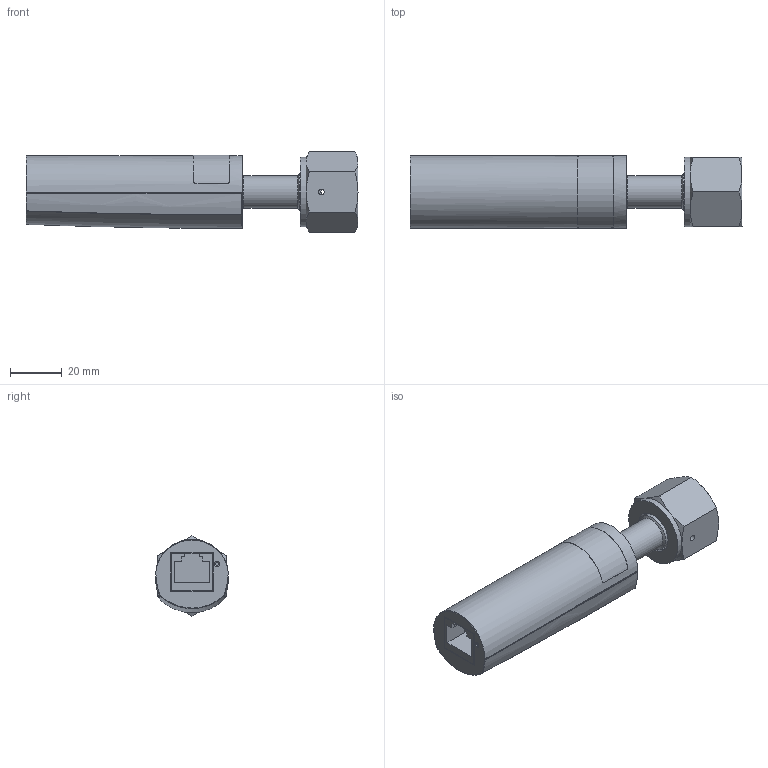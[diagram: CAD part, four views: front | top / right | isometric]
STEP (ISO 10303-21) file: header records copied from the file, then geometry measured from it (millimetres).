
FILE_DESCRIPTION((''),'2;1');
FILE_NAME('CDG020D_FCC_8-VCRf.stp','2012-06-27T17:07:57',('BEM'),(''),'Autodesk Inventor 2012','Autodesk Inventor 2012','');
FILE_SCHEMA(('AUTOMOTIVE_DESIGN { 1 0 10303 214 1 1 1 1 }'));
Length unit declared in the file: millimetre
Products named in the file (1): CDG020D_FCC_8-VCRf
Bounding box: 128.92 x 28.3 x 31.16 mm (x, y, z)
Volume: 35330.4 mm3; surface area: 31676.3 mm2
Topology: 1 solids, 1 shells, 401 faces, 1119 edges, 707 vertices
Faces by surface type: plane 240, cylinder 105, cone 26, torus 14, bspline 8, sphere 8
Full cylindrical faces by diameter (mm): 1.1 x1, 1.3 x2, 2.013 x2, 2.286 x2, 10.16 x1, 10.2 x1, 12.7 x1, 13.5 x1, 14 x1, 14.46 x1, 15.494 x1, 16 x1, 17.5 x1, 17.78 x1, 19.05 x1, 23 x1, 26.988 x1
Entity records: 13448 total; most frequent: CARTESIAN_POINT 2906, ORIENTED_EDGE 2124, DIRECTION 2065, EDGE_CURVE 1062, AXIS2_PLACEMENT_3D 702, VERTEX_POINT 689, VECTOR 661, LINE 661
